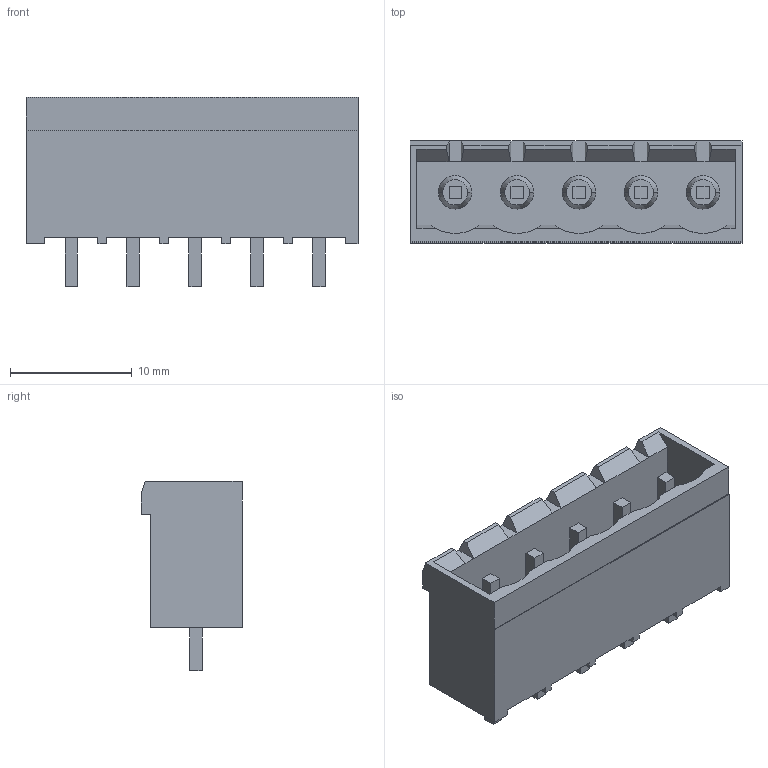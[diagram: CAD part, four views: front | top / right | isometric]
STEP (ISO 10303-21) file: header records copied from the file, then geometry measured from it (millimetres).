
FILE_DESCRIPTION((''),'2;1');
FILE_NAME('C-796636-5','2009-05-28T',('workeradm'),(''),'PRO/ENGINEER BY PARAMETRIC TECHNOLOGY CORPORATION, 2008380','PRO/ENGINEER BY PARAMETRIC TECHNOLOGY CORPORATION, 2008380','');
FILE_SCHEMA(('AUTOMOTIVE_DESIGN { 1 0 10303 214 1 1 1 1 }'));
Length unit declared in the file: millimetre
Products named in the file (1): C-796636-5
Bounding box: 27.22 x 8.35 x 15.5 mm (x, y, z)
Volume: 1258.6 mm3; surface area: 2056.4 mm2
Topology: 1 solids, 1 shells, 147 faces, 370 edges, 240 vertices
Faces by surface type: plane 132, cone 10, cylinder 5
Entity records: 4364 total; most frequent: CARTESIAN_POINT 788, ORIENTED_EDGE 740, DIRECTION 684, EDGE_CURVE 370, VECTOR 330, LINE 330, VERTEX_POINT 240, AXIS2_PLACEMENT_3D 177
